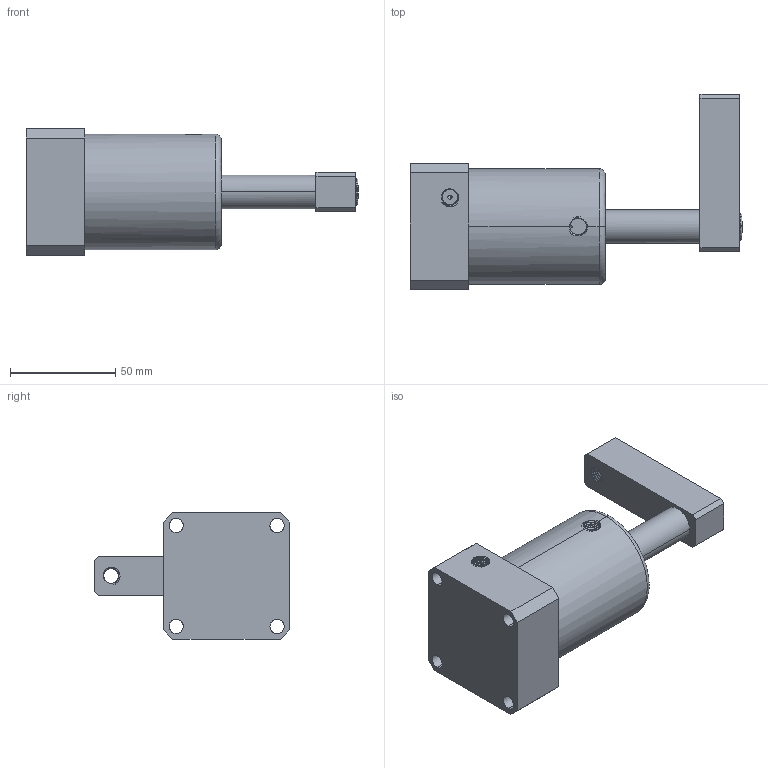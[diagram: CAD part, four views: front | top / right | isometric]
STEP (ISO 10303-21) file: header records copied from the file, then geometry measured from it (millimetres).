
FILE_DESCRIPTION (( 'STEP AP203' ), '1' );
FILE_NAME ('ASC-40S-E.STEP', '2019-05-14T00:33:13', ( 'User' ), ( 'china' ), 'SwSTEP 2.0', 'SolidWorks 2018', '' );
FILE_SCHEMA (( 'CONFIG_CONTROL_DESIGN' ));
Length unit declared in the file: millimetre
Products named in the file (5): ASC-40EBT_1; 40S-E活塞杆; ASC-40SYB_1; M8LC_1; ASC-40S-E
Assembly tree (4 placements, depth 2):
  ASC-40S-E
    ASC-40EBT_1
    40S-E活塞杆
    ASC-40SYB_1
    M8LC_1
Bounding box: 158 x 93 x 60 mm (x, y, z)
Volume: 232218.1 mm3; surface area: 55151.4 mm2
Topology: 4 solids, 4 shells, 319 faces, 1031 edges, 724 vertices
Faces by surface type: cylinder 182, bspline 49, plane 48, cone 38, torus 2
Entity records: 48711 total; most frequent: CARTESIAN_POINT 40481, ORIENTED_EDGE 2054, EDGE_CURVE 1027, DIRECTION 939, VERTEX_POINT 724, B_SPLINE_CURVE_WITH_KNOTS 684, EDGE_LOOP 343, ADVANCED_FACE 319
